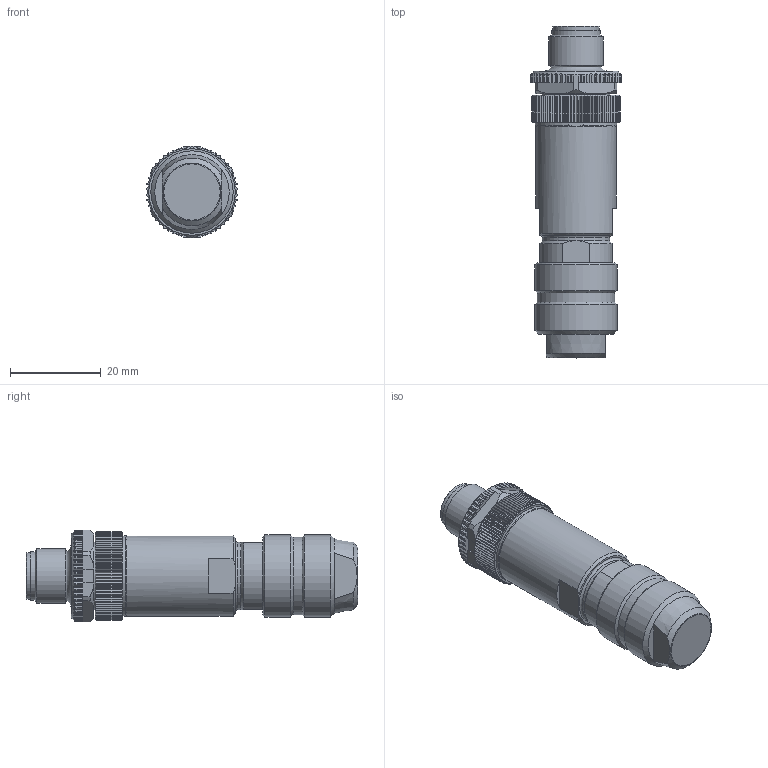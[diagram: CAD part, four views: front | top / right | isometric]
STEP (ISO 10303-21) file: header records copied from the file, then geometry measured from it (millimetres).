
FILE_DESCRIPTION(/* description */ (''),/* implementation_level */ '2;1');
FILE_NAME(/* name */ 'WASCS5K.stp',/* time_stamp */ '2016-12-09T09:42:11+01:00',/* author */ (''),/* organization */ (''),/* preprocessor_version */ 'ST-DEVELOPER v16',/* originating_system */ 'SIEMENS PLM Software NX 10.0',/* authorisation */ '');
FILE_SCHEMA (('AUTOMOTIVE_DESIGN { 1 0 10303 214 3 1 1 1 }'));
Length unit declared in the file: millimetre
Products named in the file (1): kbor54409w01
Bounding box: 20.16 x 73.1 x 20.2 mm (x, y, z)
Volume: 15930.7 mm3; surface area: 5278.3 mm2
Topology: 1 solids, 1 shells, 805 faces, 1970 edges, 1174 vertices
Faces by surface type: plane 353, cylinder 224, cone 220, sphere 5, torus 3
Full cylindrical faces by diameter (mm): 1 x5, 8.3 x1, 10.3 x1, 10.6 x1, 12 x1, 14.8 x1, 15 x1, 17.1 x1, 17.7 x1, 18.1 x2
Entity records: 24710 total; most frequent: CARTESIAN_POINT 6982, ORIENTED_EDGE 3826, DIRECTION 3496, EDGE_CURVE 1913, AXIS2_PLACEMENT_3D 1397, VERTEX_POINT 1151, EDGE_LOOP 846, ADVANCED_FACE 805
